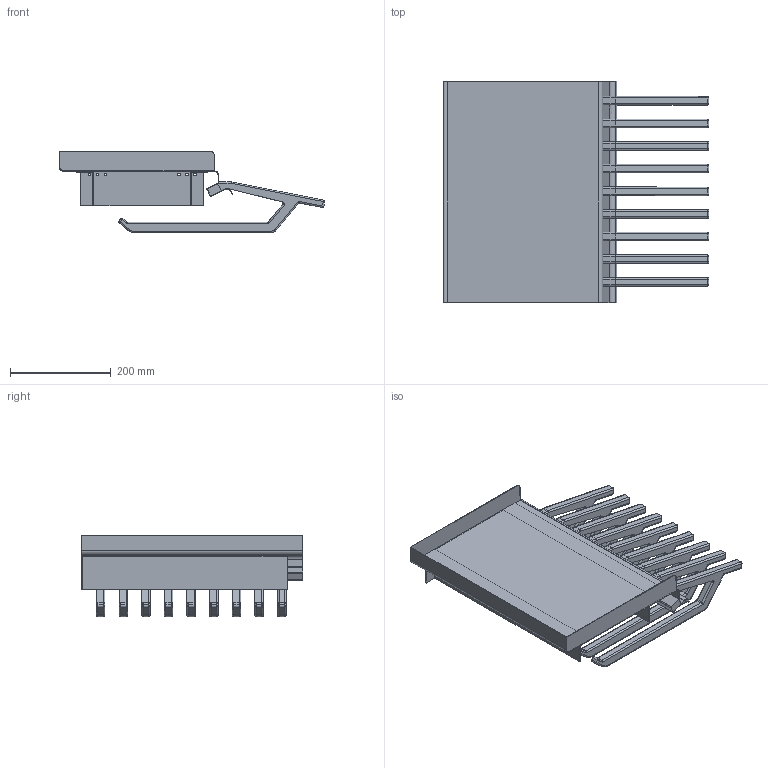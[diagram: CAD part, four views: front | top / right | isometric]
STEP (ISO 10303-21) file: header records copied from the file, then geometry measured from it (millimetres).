
FILE_DESCRIPTION(/* description */ (''),/* implementation_level */ '2;1');
FILE_NAME(/* name */ '3D_600-0364-XX_re.sat.ipt.stp',/* time_stamp */ '2022-07-18T16:37:51+02:00',/* author */ (''),/* organization */ (''),/* preprocessor_version */ 'ST-DEVELOPER v18.1',/* originating_system */ 'Autodesk Inventor 2021',/* authorisation */ '');
FILE_SCHEMA (('CONFIG_CONTROL_DESIGN'));
Length unit declared in the file: millimetre
Products named in the file (1): 3D_600-0364-XX_re.sat
Bounding box: 527.96 x 440 x 161.75 mm (x, y, z)
Volume: 2210027.3 mm3; surface area: 951410.9 mm2
Topology: 1 solids, 1 shells, 690 faces, 1631 edges, 912 vertices
Faces by surface type: cylinder 321, plane 195, sphere 90, bspline 48, torus 36
Full cylindrical faces by diameter (mm): 5 x6
Entity records: 21420 total; most frequent: CARTESIAN_POINT 4806, DIRECTION 3557, ORIENTED_EDGE 3200, EDGE_CURVE 1600, AXIS2_PLACEMENT_3D 1349, VERTEX_POINT 912, LINE 859, VECTOR 859
